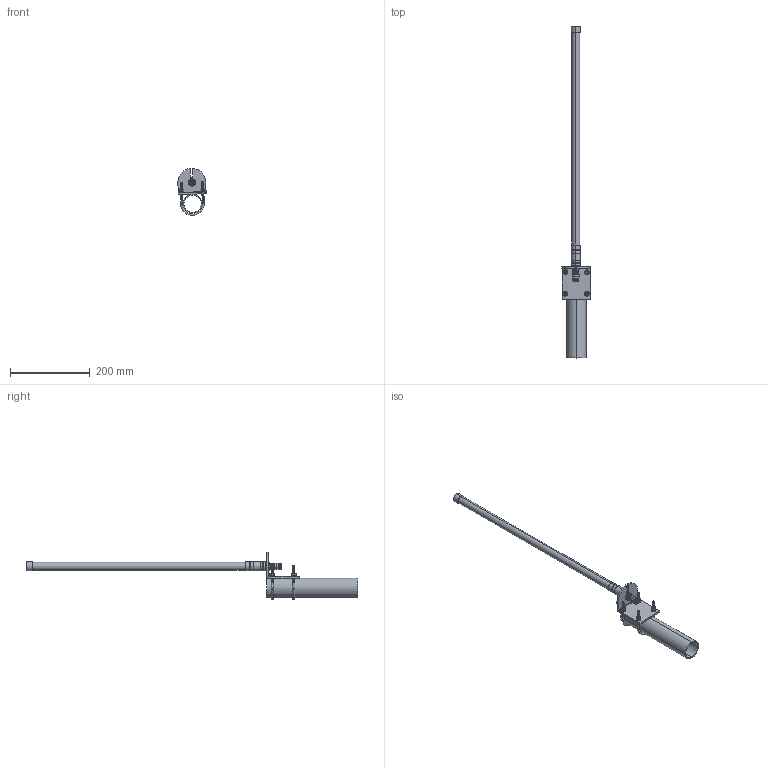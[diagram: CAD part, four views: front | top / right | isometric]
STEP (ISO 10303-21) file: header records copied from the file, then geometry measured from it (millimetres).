
FILE_DESCRIPTION (( 'STEP AP214' ), '1' );
FILE_NAME ('FMANOM1051_3D.STEP', '2022-05-05T21:22:38', ( '' ), ( '' ), 'SwSTEP 2.0', 'SolidWorks 2021', '' );
FILE_SCHEMA (( 'AUTOMOTIVE_DESIGN' ));
Length unit declared in the file: inch
Products named in the file (11): SP0100533_M6 LockWasher; NHM6.SS-1_91828A251; ANF-1406_CENTERPIN; ANF-1406_BODY; ANF-1406; LCANOM1051; SP0100533_M6 FlatWasher; SDBF0.6_MOUNTING BRACKET; SDBF_PIPE; SDBF0.6_U BOLT; FMANOM1051_3D
Assembly tree (20 placements, depth 3):
  FMANOM1051_3D
    LCANOM1051
    SDBF0.6_MOUNTING BRACKET
    SDBF0.6_U BOLT  x2
    SDBF_PIPE
    SP0100533_M6 FlatWasher  x4
    NHM6.SS-1_91828A251  x4
    SP0100533_M6 LockWasher  x4
    ANF-1406
      ANF-1406_BODY
      ANF-1406_CENTERPIN
Bounding box: 70.81 x 832.41 x 118.34 mm (x, y, z)
Volume: 326471.8 mm3; surface area: 141165.4 mm2
Topology: 19 solids, 19 shells, 933 faces, 2501 edges, 1619 vertices
Faces by surface type: cylinder 554, cone 144, plane 140, bspline 83, torus 12
Entity records: 33856 total; most frequent: CARTESIAN_POINT 20468, ORIENTED_EDGE 2704, DIRECTION 2092, EDGE_CURVE 1352, VERTEX_POINT 870, AXIS2_PLACEMENT_3D 828, EDGE_LOOP 552, ADVANCED_FACE 517
